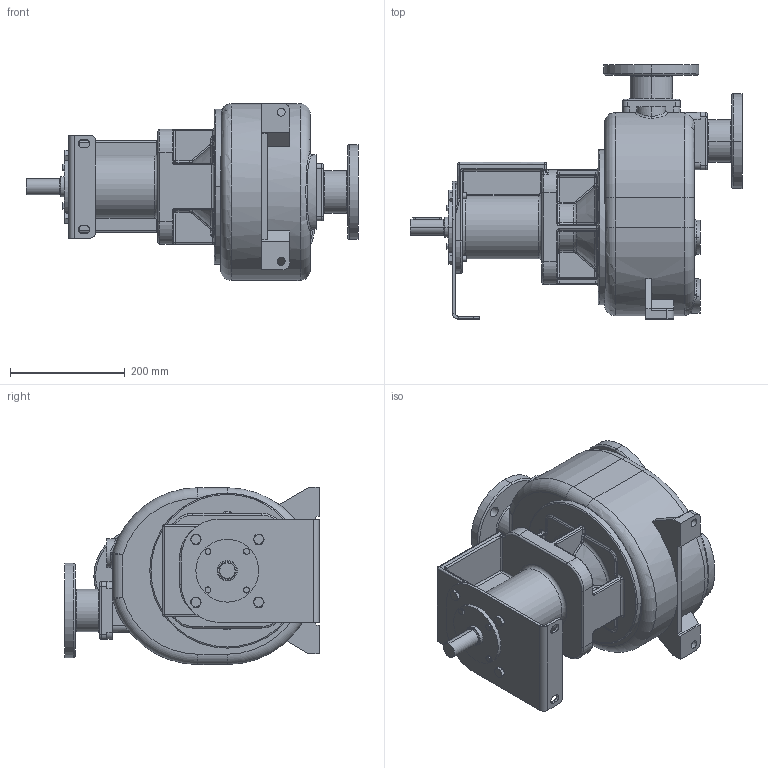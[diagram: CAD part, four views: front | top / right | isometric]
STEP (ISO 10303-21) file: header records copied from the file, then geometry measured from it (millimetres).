
FILE_DESCRIPTION((''),'2;1');
FILE_NAME('S_65_B_F','2012-02-28T',('Amenduni'),(''),'PRO/ENGINEER BY PARAMETRIC TECHNOLOGY CORPORATION, 2011370','PRO/ENGINEER BY PARAMETRIC TECHNOLOGY CORPORATION, 2011370','');
FILE_SCHEMA(('CONFIG_CONTROL_DESIGN'));
Length unit declared in the file: millimetre
Products named in the file (1): S_65_B_F
Bounding box: 578.5 x 443 x 308.5 mm (x, y, z)
Volume: 20409712.3 mm3; surface area: 883259.3 mm2
Topology: 1 solids, 1 shells, 730 faces, 1724 edges, 1017 vertices
Faces by surface type: cylinder 220, plane 192, bspline 142, torus 88, cone 64, sphere 20, extrusion 4
Entity records: 36192 total; most frequent: CARTESIAN_POINT 20254, ORIENTED_EDGE 3424, DIRECTION 3222, EDGE_CURVE 1712, AXIS2_PLACEMENT_3D 1313, VERTEX_POINT 1017, EDGE_LOOP 787, FACE_OUTER_BOUND 730
